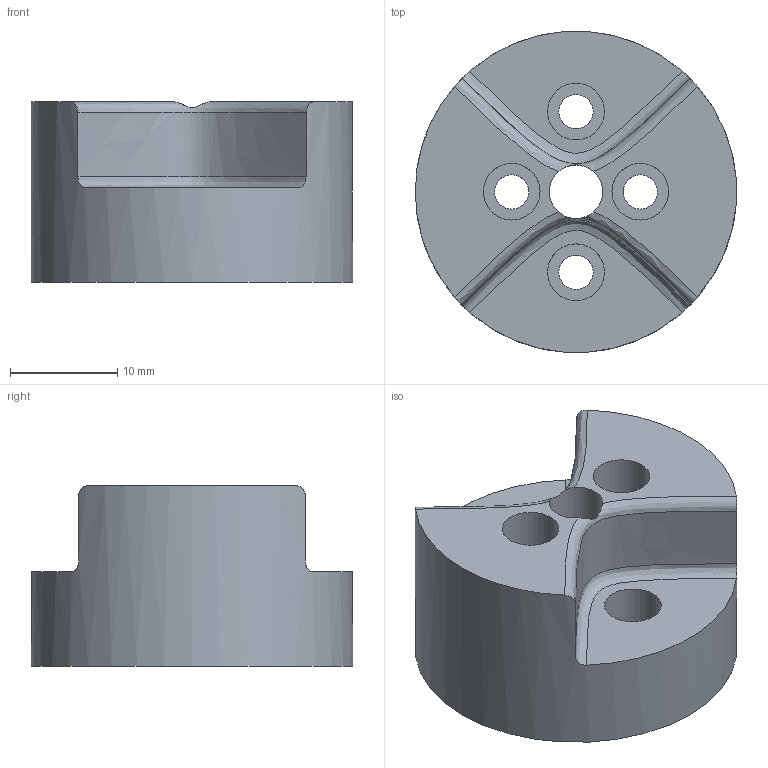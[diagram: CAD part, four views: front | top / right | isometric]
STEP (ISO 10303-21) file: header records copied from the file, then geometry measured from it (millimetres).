
FILE_DESCRIPTION(/* description */ (''),/* implementation_level */ '2;1');
FILE_NAME(/* name */ 'Motor Coupler-Motor_v3.step',/* time_stamp */ '2023-12-13T12:03:57-06:00',/* author */ (''),/* organization */ (''),/* preprocessor_version */ 'ST-DEVELOPER v20',/* originating_system */ 'Autodesk Translation Framework v12.14.0.127',/* authorisation */ '');
FILE_SCHEMA (('AUTOMOTIVE_DESIGN { 1 0 10303 214 3 1 1 }'));
Length unit declared in the file: millimetre
Products named in the file (2): Motor Coupler-Motor; MotorCoupler
Assembly tree (1 placements, depth 2):
  Motor Coupler-Motor
    MotorCoupler
Bounding box: 30 x 30 x 16.8 mm (x, y, z)
Volume: 7947.4 mm3; surface area: 3928.2 mm2
Topology: 1 solids, 1 shells, 25 faces, 60 edges, 40 vertices
Faces by surface type: cylinder 10, plane 9, bspline 6
Full cylindrical faces by diameter (mm): 3.2 x4, 5 x1, 5.3 x4, 30 x1
Entity records: 1680 total; most frequent: CARTESIAN_POINT 1061, ORIENTED_EDGE 120, DIRECTION 106, EDGE_CURVE 60, AXIS2_PLACEMENT_3D 48, VERTEX_POINT 40, EDGE_LOOP 38, CIRCLE 26
